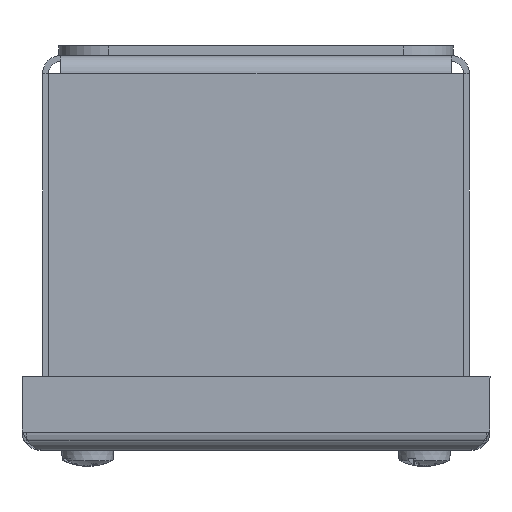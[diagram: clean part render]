
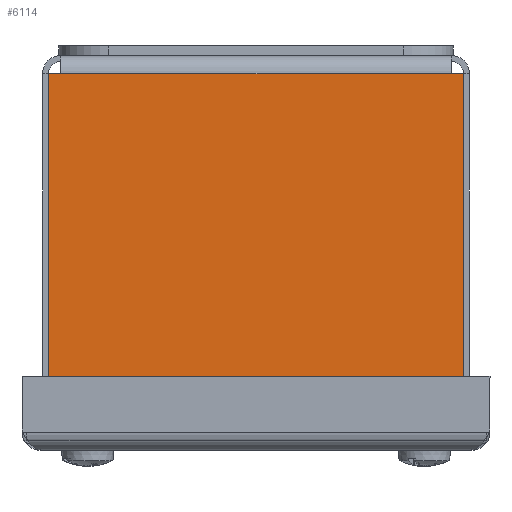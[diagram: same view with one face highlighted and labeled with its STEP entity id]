
A CAD part, front view. The second image highlights one B-rep face of the part: STEP entity #6114.
In plain terms, the highlighted planar face has unit normal (0, -1, 0).
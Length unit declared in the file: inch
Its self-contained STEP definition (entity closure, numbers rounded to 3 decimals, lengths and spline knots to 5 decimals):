
#621=PLANE('',#6571);
#933=FACE_OUTER_BOUND('',#1314,.T.);
#1314=EDGE_LOOP('',(#5203,#5204,#5205,#5206,#5207,#5208,#5209,#5210,#5211,
#5212,#5213,#5214,#5215,#5216));
#1874=LINE('',#10179,#2458);
#1887=LINE('',#10209,#2471);
#1890=LINE('',#10216,#2474);
#1894=LINE('',#10223,#2478);
#1896=LINE('',#10227,#2480);
#1897=LINE('',#10229,#2481);
#1898=LINE('',#10231,#2482);
#1899=LINE('',#10233,#2483);
#1900=LINE('',#10235,#2484);
#1901=LINE('',#10237,#2485);
#1902=LINE('',#10239,#2486);
#1903=LINE('',#10241,#2487);
#1904=LINE('',#10243,#2488);
#1905=LINE('',#10244,#2489);
#2458=VECTOR('',#7850,1.3125);
#2471=VECTOR('',#7887,0.0002);
#2474=VECTOR('',#7892,0.0627);
#2478=VECTOR('',#7898,0.0002);
#2480=VECTOR('',#7902,0.0002);
#2481=VECTOR('',#7903,0.0002);
#2482=VECTOR('',#7904,0.0627);
#2483=VECTOR('',#7905,0.92284);
#2484=VECTOR('',#7906,2.62625);
#2485=VECTOR('',#7907,0.09304);
#2486=VECTOR('',#7908,2.9725);
#2487=VECTOR('',#7909,0.09304);
#2488=VECTOR('',#7910,2.62625);
#2489=VECTOR('',#7911,0.92284);
#3052=VERTEX_POINT('',#10176);
#3053=VERTEX_POINT('',#10178);
#3058=VERTEX_POINT('',#10208);
#3060=VERTEX_POINT('',#10214);
#3061=VERTEX_POINT('',#10215);
#3064=VERTEX_POINT('',#10226);
#3065=VERTEX_POINT('',#10228);
#3066=VERTEX_POINT('',#10230);
#3067=VERTEX_POINT('',#10232);
#3068=VERTEX_POINT('',#10234);
#3069=VERTEX_POINT('',#10236);
#3070=VERTEX_POINT('',#10238);
#3071=VERTEX_POINT('',#10240);
#3072=VERTEX_POINT('',#10242);
#3778=EDGE_CURVE('',#3053,#3052,#1874,.T.);
#3794=EDGE_CURVE('',#3058,#3053,#1887,.T.);
#3797=EDGE_CURVE('',#3060,#3061,#1890,.T.);
#3801=EDGE_CURVE('',#3061,#3058,#1894,.T.);
#3803=EDGE_CURVE('',#3052,#3064,#1896,.T.);
#3804=EDGE_CURVE('',#3064,#3065,#1897,.T.);
#3805=EDGE_CURVE('',#3065,#3066,#1898,.T.);
#3806=EDGE_CURVE('',#3067,#3066,#1899,.T.);
#3807=EDGE_CURVE('',#3068,#3067,#1900,.T.);
#3808=EDGE_CURVE('',#3069,#3068,#1901,.T.);
#3809=EDGE_CURVE('',#3069,#3070,#1902,.T.);
#3810=EDGE_CURVE('',#3071,#3070,#1903,.T.);
#3811=EDGE_CURVE('',#3072,#3071,#1904,.T.);
#3812=EDGE_CURVE('',#3060,#3072,#1905,.T.);
#5203=ORIENTED_EDGE('',*,*,#3797,.T.);
#5204=ORIENTED_EDGE('',*,*,#3801,.T.);
#5205=ORIENTED_EDGE('',*,*,#3794,.T.);
#5206=ORIENTED_EDGE('',*,*,#3778,.T.);
#5207=ORIENTED_EDGE('',*,*,#3803,.T.);
#5208=ORIENTED_EDGE('',*,*,#3804,.T.);
#5209=ORIENTED_EDGE('',*,*,#3805,.T.);
#5210=ORIENTED_EDGE('',*,*,#3806,.F.);
#5211=ORIENTED_EDGE('',*,*,#3807,.F.);
#5212=ORIENTED_EDGE('',*,*,#3808,.F.);
#5213=ORIENTED_EDGE('',*,*,#3809,.T.);
#5214=ORIENTED_EDGE('',*,*,#3810,.F.);
#5215=ORIENTED_EDGE('',*,*,#3811,.F.);
#5216=ORIENTED_EDGE('',*,*,#3812,.F.);
#6114=ADVANCED_FACE('',(#933),#621,.F.);
#6571=AXIS2_PLACEMENT_3D('',#10225,#7900,#7901);
#7850=DIRECTION('',(-1.,0.,0.));
#7887=DIRECTION('',(0.,0.,1.));
#7892=DIRECTION('',(0.,0.,-1.));
#7898=DIRECTION('',(-1.,0.,0.));
#7900=DIRECTION('center_axis',(0.,1.,0.));
#7901=DIRECTION('ref_axis',(1.,0.,0.));
#7902=DIRECTION('',(0.,0.,-1.));
#7903=DIRECTION('',(-1.,0.,0.));
#7904=DIRECTION('',(0.,0.,1.));
#7905=DIRECTION('',(1.,0.,0.));
#7906=DIRECTION('',(0.,0.,1.));
#7907=DIRECTION('',(-1.,0.,0.));
#7908=DIRECTION('',(1.,0.,0.));
#7909=DIRECTION('',(-1.,0.,0.));
#7910=DIRECTION('',(0.,0.,-1.));
#7911=DIRECTION('',(1.,0.,0.));
#10176=CARTESIAN_POINT('',(0.96875,0.,2.7025));
#10178=CARTESIAN_POINT('',(2.28125,0.,2.7025));
#10179=CARTESIAN_POINT('',(1.95313,0.,2.7025));
#10208=CARTESIAN_POINT('',(2.28125,0.,2.7023));
#10209=CARTESIAN_POINT('',(2.28125,0.,2.03552));
#10214=CARTESIAN_POINT('',(2.28145,0.,2.765));
#10215=CARTESIAN_POINT('',(2.28145,0.,2.7023));
#10216=CARTESIAN_POINT('',(2.28145,0.,2.06687));
#10223=CARTESIAN_POINT('',(1.95323,0.,2.7023));
#10225=CARTESIAN_POINT('Origin',(1.625,0.,1.36873));
#10226=CARTESIAN_POINT('',(0.96875,0.,2.7023));
#10227=CARTESIAN_POINT('',(0.96875,0.,2.06687));
#10228=CARTESIAN_POINT('',(0.96855,0.,2.7023));
#10229=CARTESIAN_POINT('',(1.29688,0.,2.7023));
#10230=CARTESIAN_POINT('',(0.96855,0.,2.765));
#10231=CARTESIAN_POINT('',(0.96855,0.,2.03552));
#10232=CARTESIAN_POINT('',(0.04571,0.,2.765));
#10233=CARTESIAN_POINT('',(0.04571,0.,2.765));
#10234=CARTESIAN_POINT('',(0.04571,0.,0.13875));
#10235=CARTESIAN_POINT('',(0.04571,0.,0.13875));
#10236=CARTESIAN_POINT('',(0.13875,0.,0.13875));
#10237=CARTESIAN_POINT('',(0.13875,0.,0.13875));
#10238=CARTESIAN_POINT('',(3.11125,0.,0.13875));
#10239=CARTESIAN_POINT('',(1.625,0.,0.13875));
#10240=CARTESIAN_POINT('',(3.20429,0.,0.13875));
#10241=CARTESIAN_POINT('',(3.11125,0.,0.13875));
#10242=CARTESIAN_POINT('',(3.20429,0.,2.765));
#10243=CARTESIAN_POINT('',(3.20429,0.,0.13875));
#10244=CARTESIAN_POINT('',(0.04571,0.,2.765));
